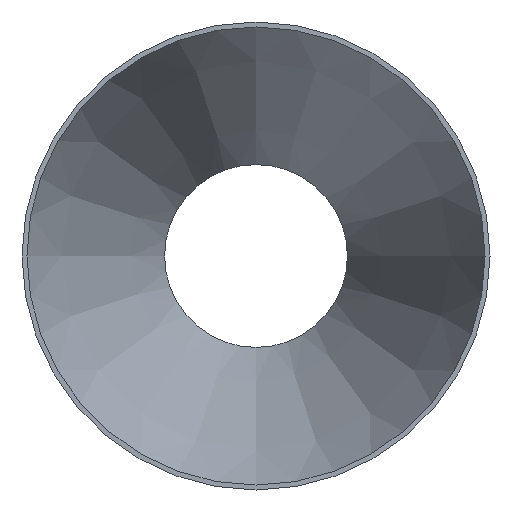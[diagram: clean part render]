
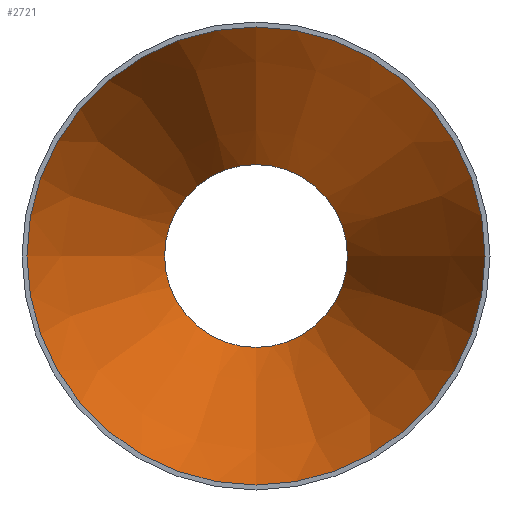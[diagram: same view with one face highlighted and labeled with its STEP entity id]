
A CAD part, front view. The second image highlights one B-rep face of the part: STEP entity #2721.
In plain terms, the highlighted conical face has half-angle 21.541 degrees and reference radius 99.85 mm.
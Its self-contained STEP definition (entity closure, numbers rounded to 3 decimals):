
#757 = VERTEX_POINT ( 'NONE', #30129 ) ;
#975 = ORIENTED_EDGE ( 'NONE', *, *, #27274, .T. ) ;
#1792 = CIRCLE ( 'NONE', #4920, 99.85 ) ;
#2721 = ADVANCED_FACE ( 'NONE', ( #32067, #31420 ), #19089, .F. ) ;
#3781 = DIRECTION ( 'NONE',  ( 0., 0., -1. ) ) ;
#4186 = DIRECTION ( 'NONE',  ( 0., 0., -1. ) ) ;
#4873 = DIRECTION ( 'NONE',  ( 0., -1., 0. ) ) ;
#4920 = AXIS2_PLACEMENT_3D ( 'NONE', #21330, #28740, #3781 ) ;
#7793 = CARTESIAN_POINT ( 'NONE',  ( 0., 152., -39.85 ) ) ;
#9910 = EDGE_CURVE ( 'NONE', #22713, #22713, #26854, .T. ) ;
#10828 = AXIS2_PLACEMENT_3D ( 'NONE', #21929, #4873, #31471 ) ;
#11805 = CARTESIAN_POINT ( 'NONE',  ( 0., 0., 0. ) ) ;
#12200 = EDGE_LOOP ( 'NONE', ( #13700 ) ) ;
#13700 = ORIENTED_EDGE ( 'NONE', *, *, #9910, .F. ) ;
#14462 = EDGE_LOOP ( 'NONE', ( #975 ) ) ;
#19089 = CONICAL_SURFACE ( 'NONE', #19599, 99.85, 0.376 ) ;
#19599 = AXIS2_PLACEMENT_3D ( 'NONE', #11805, #21719, #4186 ) ;
#21330 = CARTESIAN_POINT ( 'NONE',  ( 0., 0., 0. ) ) ;
#21719 = DIRECTION ( 'NONE',  ( 0., -1., 0. ) ) ;
#21929 = CARTESIAN_POINT ( 'NONE',  ( 0., 152., 0. ) ) ;
#22713 = VERTEX_POINT ( 'NONE', #7793 ) ;
#26854 = CIRCLE ( 'NONE', #10828, 39.85 ) ;
#27274 = EDGE_CURVE ( 'NONE', #757, #757, #1792, .T. ) ;
#28740 = DIRECTION ( 'NONE',  ( 0., -1., 0. ) ) ;
#30129 = CARTESIAN_POINT ( 'NONE',  ( 0., 0., -99.85 ) ) ;
#31420 = FACE_OUTER_BOUND ( 'NONE', #14462, .T. ) ;
#31471 = DIRECTION ( 'NONE',  ( 0., 0., -1. ) ) ;
#32067 = FACE_BOUND ( 'NONE', #12200, .T. ) ;
